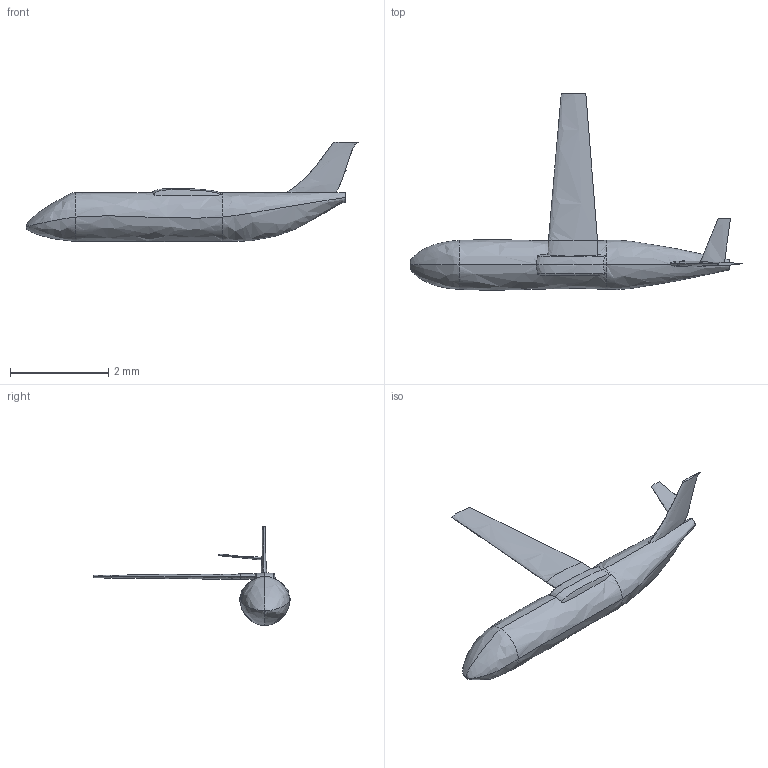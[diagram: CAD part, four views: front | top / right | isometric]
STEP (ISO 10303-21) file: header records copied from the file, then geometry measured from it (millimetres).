
FILE_DESCRIPTION(('Open CASCADE Model'),'2;1');
FILE_NAME('Open CASCADE Shape Model','2025-11-09T05:07:54',('Author'),( 'Open CASCADE'),'Open CASCADE STEP processor 7.6','Open CASCADE 7.6' ,'Unknown');
FILE_SCHEMA(('AUTOMOTIVE_DESIGN { 1 0 10303 214 1 1 1 1 }'));
Length unit declared in the file: millimetre
Products named in the file (1): Open CASCADE STEP translator 7.6 6
Bounding box: 6.76 x 4.01 x 2.02 mm (x, y, z)
Volume: 4.1 mm3; surface area: 24.7 mm2
Topology: 1 solids, 1 shells, 33 faces, 77 edges, 47 vertices
Faces by surface type: bspline 28, plane 5
Entity records: 9923 total; most frequent: CARTESIAN_POINT 8669, ORIENTED_EDGE 154, PCURVE 154, DEFINITIONAL_REPRESENTATION 154, B_SPLINE_CURVE_WITH_KNOTS 134, DIRECTION 109, LINE 97, VECTOR 97
